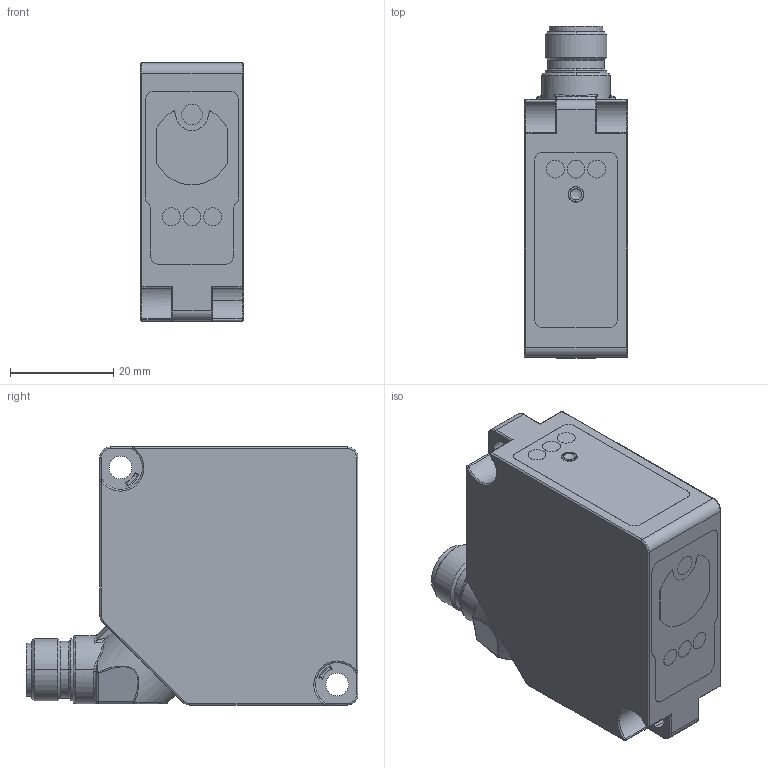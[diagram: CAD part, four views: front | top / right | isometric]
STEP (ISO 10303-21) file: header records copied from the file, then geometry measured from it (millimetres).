
FILE_DESCRIPTION (( 'STEP AP214' ), '1' );
FILE_NAME ('OPT2171.STEP', '2022-10-12T18:35:47', ( '' ), ( '' ), 'SwSTEP 2.0', 'SolidWorks 2021', '' );
FILE_SCHEMA (( 'AUTOMOTIVE_DESIGN' ));
Length unit declared in the file: inch
Products named in the file (1): OPT2171
Bounding box: 20 x 64.29 x 50.01 mm (x, y, z)
Volume: 48547.7 mm3; surface area: 10617.1 mm2
Topology: 1 solids, 4 shells, 364 faces, 922 edges, 568 vertices
Faces by surface type: cylinder 172, bspline 83, plane 79, cone 18, torus 12
Entity records: 13543 total; most frequent: CARTESIAN_POINT 5256, ORIENTED_EDGE 1794, DIRECTION 1664, EDGE_CURVE 897, AXIS2_PLACEMENT_3D 662, VERTEX_POINT 568, EDGE_LOOP 401, CIRCLE 380
